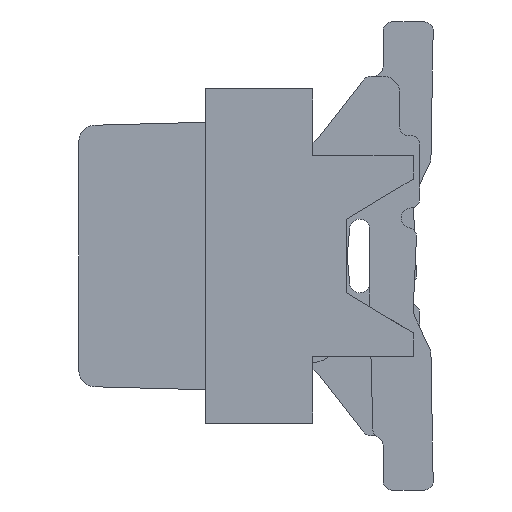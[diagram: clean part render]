
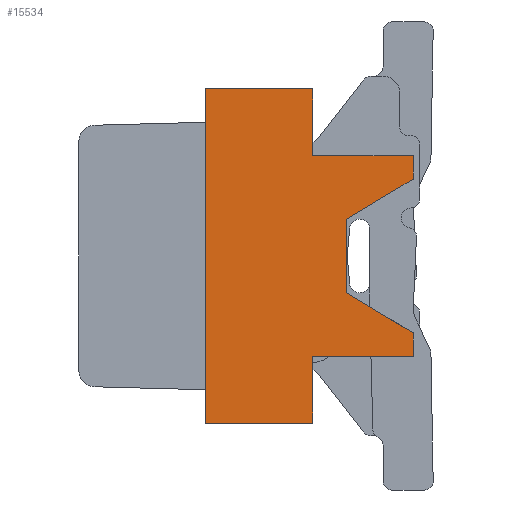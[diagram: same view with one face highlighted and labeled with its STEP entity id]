
A CAD part, left-side view. The second image highlights one B-rep face of the part: STEP entity #15534.
In plain terms, the highlighted planar face has unit normal (-1, 0, 0).
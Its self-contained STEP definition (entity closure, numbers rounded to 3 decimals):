
#1111=FACE_OUTER_BOUND('',#1849,.T.);
#1849=EDGE_LOOP('',(#12046,#12047,#12048,#12049,#12050,#12051,#12052,#12053,
#12054,#12055,#12056,#12057));
#3151=LINE('',#23843,#4935);
#3166=LINE('',#23873,#4950);
#3167=LINE('',#23874,#4951);
#3168=LINE('',#23876,#4952);
#3169=LINE('',#23878,#4953);
#3170=LINE('',#23880,#4954);
#3171=LINE('',#23882,#4955);
#3172=LINE('',#23884,#4956);
#3173=LINE('',#23886,#4957);
#3174=LINE('',#23888,#4958);
#3175=LINE('',#23890,#4959);
#3176=LINE('',#23891,#4960);
#4935=VECTOR('',#19633,1.6);
#4950=VECTOR('',#19650,1.6);
#4951=VECTOR('',#19651,5.);
#4952=VECTOR('',#19652,1.);
#4953=VECTOR('',#19653,1.5);
#4954=VECTOR('',#19654,0.35);
#4955=VECTOR('',#19655,1.166);
#4956=VECTOR('',#19656,1.1);
#4957=VECTOR('',#19657,1.166);
#4958=VECTOR('',#19658,0.35);
#4959=VECTOR('',#19659,1.5);
#4960=VECTOR('',#19660,1.);
#6652=VERTEX_POINT('',#23841);
#6653=VERTEX_POINT('',#23842);
#6666=VERTEX_POINT('',#23871);
#6667=VERTEX_POINT('',#23872);
#6668=VERTEX_POINT('',#23875);
#6669=VERTEX_POINT('',#23877);
#6670=VERTEX_POINT('',#23879);
#6671=VERTEX_POINT('',#23881);
#6672=VERTEX_POINT('',#23883);
#6673=VERTEX_POINT('',#23885);
#6674=VERTEX_POINT('',#23887);
#6675=VERTEX_POINT('',#23889);
#8553=EDGE_CURVE('',#6652,#6653,#3151,.T.);
#8568=EDGE_CURVE('',#6666,#6667,#3166,.T.);
#8569=EDGE_CURVE('',#6653,#6666,#3167,.T.);
#8570=EDGE_CURVE('',#6652,#6668,#3168,.T.);
#8571=EDGE_CURVE('',#6668,#6669,#3169,.T.);
#8572=EDGE_CURVE('',#6669,#6670,#3170,.T.);
#8573=EDGE_CURVE('',#6671,#6670,#3171,.T.);
#8574=EDGE_CURVE('',#6671,#6672,#3172,.T.);
#8575=EDGE_CURVE('',#6673,#6672,#3173,.T.);
#8576=EDGE_CURVE('',#6673,#6674,#3174,.T.);
#8577=EDGE_CURVE('',#6675,#6674,#3175,.T.);
#8578=EDGE_CURVE('',#6675,#6667,#3176,.T.);
#12046=ORIENTED_EDGE('',*,*,#8568,.F.);
#12047=ORIENTED_EDGE('',*,*,#8569,.F.);
#12048=ORIENTED_EDGE('',*,*,#8553,.F.);
#12049=ORIENTED_EDGE('',*,*,#8570,.T.);
#12050=ORIENTED_EDGE('',*,*,#8571,.T.);
#12051=ORIENTED_EDGE('',*,*,#8572,.T.);
#12052=ORIENTED_EDGE('',*,*,#8573,.F.);
#12053=ORIENTED_EDGE('',*,*,#8574,.T.);
#12054=ORIENTED_EDGE('',*,*,#8575,.F.);
#12055=ORIENTED_EDGE('',*,*,#8576,.T.);
#12056=ORIENTED_EDGE('',*,*,#8577,.F.);
#12057=ORIENTED_EDGE('',*,*,#8578,.T.);
#14076=PLANE('',#16669);
#15534=ADVANCED_FACE('',(#1111),#14076,.F.);
#16669=AXIS2_PLACEMENT_3D('',#23870,#19648,#19649);
#19633=DIRECTION('',(0.,1.,0.));
#19648=DIRECTION('center_axis',(1.,0.,0.));
#19649=DIRECTION('ref_axis',(0.,0.,
-1.));
#19650=DIRECTION('',(0.,-1.,0.));
#19651=DIRECTION('',(0.,0.,1.));
#19652=DIRECTION('',(0.,0.,1.));
#19653=DIRECTION('',(0.,-1.,0.));
#19654=DIRECTION('',(0.,0.,1.));
#19655=DIRECTION('',(0.,-0.857,-0.514));
#19656=DIRECTION('',(0.,0.,1.));
#19657=DIRECTION('',(0.,0.857,-0.514));
#19658=DIRECTION('',(0.,0.,1.));
#19659=DIRECTION('',(0.,-1.,0.));
#19660=DIRECTION('',(0.,0.,1.));
#23841=CARTESIAN_POINT('',(-25.293,0.973,-2.171));
#23842=CARTESIAN_POINT('',(-25.293,2.573,-2.171));
#23843=CARTESIAN_POINT('',(-25.293,0.973,-2.171));
#23870=CARTESIAN_POINT('Origin',(-25.293,1.023,0.329));
#23871=CARTESIAN_POINT('',(-25.293,2.573,2.829));
#23872=CARTESIAN_POINT('',(-25.293,0.973,2.829));
#23873=CARTESIAN_POINT('',(-25.293,2.573,2.829));
#23874=CARTESIAN_POINT('',(-25.293,2.573,-2.171));
#23875=CARTESIAN_POINT('',(-25.293,0.973,-1.171));
#23876=CARTESIAN_POINT('',(-25.293,0.973,-2.171));
#23877=CARTESIAN_POINT('',(-25.293,-0.527,-1.171));
#23878=CARTESIAN_POINT('',(-25.293,0.973,-1.171));
#23879=CARTESIAN_POINT('',(-25.293,-0.527,-0.821));
#23880=CARTESIAN_POINT('',(-25.293,-0.527,-1.171));
#23881=CARTESIAN_POINT('',(-25.293,0.473,-0.221));
#23882=CARTESIAN_POINT('',(-25.293,0.473,-0.221));
#23883=CARTESIAN_POINT('',(-25.293,0.473,0.879));
#23884=CARTESIAN_POINT('',(-25.293,0.473,-0.221));
#23885=CARTESIAN_POINT('',(-25.293,-0.527,1.479));
#23886=CARTESIAN_POINT('',(-25.293,-0.527,1.479));
#23887=CARTESIAN_POINT('',(-25.293,-0.527,1.829));
#23888=CARTESIAN_POINT('',(-25.293,-0.527,1.479));
#23889=CARTESIAN_POINT('',(-25.293,0.973,1.829));
#23890=CARTESIAN_POINT('',(-25.293,0.973,1.829));
#23891=CARTESIAN_POINT('',(-25.293,0.973,1.829));
